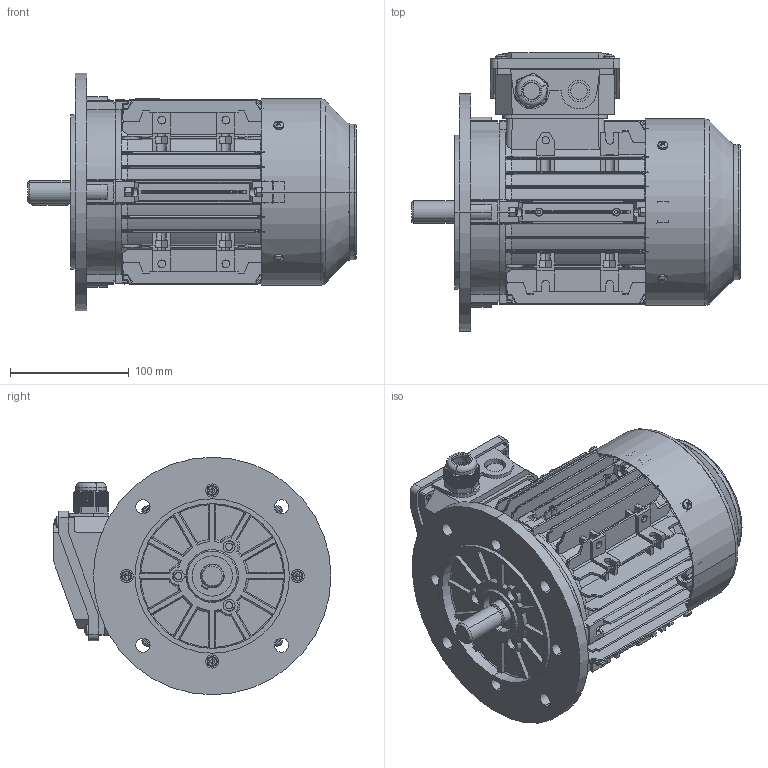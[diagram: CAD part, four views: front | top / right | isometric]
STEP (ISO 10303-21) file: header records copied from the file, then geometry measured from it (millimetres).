
FILE_DESCRIPTION (( 'STEP AP203' ), '1' );
FILE_NAME ('T80 B5蚾饜芞.STEP', '2015-04-25T05:43:44', ( 'USER' ), ( 'MS' ), 'SwSTEP 2.0', 'SolidWorks 2008', '' );
FILE_SCHEMA (( 'CONFIG_CONTROL_DESIGN' ));
Length unit declared in the file: millimetre
Products named in the file (15): TA80后端盖1_默认; T80-90斜接线盒座_默认; TA80转轴_默认; Cross recessed thread forming screws GB_GB_CROSS_SCREWS_TYPE138 M4X12-N; Hexagon socket head cap screws GB_GB_FASTENER_SCREWS_HSHCS M5X25-N; T80 B5蚾饜芞; T80机壳_默认; TA80 B5端盖1_默认; TA80风罩_默认; TA80-90斜接线盒盖_默认; 80-100出线螺套_默认; 风叶_默认; Cross recessed thread forming screws GB_GB_CROSS_SCREWS_TYPE138 M5X12-N; Hexagon nuts grade C GB_GB_FASTENER_NUT_SNC1 M5-N; Plain parallel keys_GB_CONNECTING_PIECE_KEYS_CSK 6X32
Assembly tree (34 placements, depth 2):
  T80 B5蚾饜芞
    TA80-90斜接线盒盖_默认
    Hexagon socket head cap screws GB_GB_FASTENER_SCREWS_HSHCS M5X25-N  x8
    Cross recessed thread forming screws GB_GB_CROSS_SCREWS_TYPE138 M5X12-N  x4
    TA80 B5端盖1_默认
    风叶_默认
    Cross recessed thread forming screws GB_GB_CROSS_SCREWS_TYPE138 M4X12-N  x4
    Hexagon nuts grade C GB_GB_FASTENER_NUT_SNC1 M5-N  x8
    TA80转轴_默认
    TA80风罩_默认
    Plain parallel keys_GB_CONNECTING_PIECE_KEYS_CSK 6X32
    T80-90斜接线盒座_默认
    80-100出线螺套_默认
    TA80后端盖1_默认
    T80机壳_默认
Bounding box: 277 x 234 x 200 mm (x, y, z)
Volume: 971354.9 mm3; surface area: 638158.8 mm2
Topology: 34 solids, 34 shells, 3655 faces, 9548 edges, 6031 vertices
Faces by surface type: plane 1959, cylinder 934, cone 293, bspline 226, torus 139, sphere 104
Entity records: 110125 total; most frequent: CARTESIAN_POINT 30686, ORIENTED_EDGE 16976, DIRECTION 15029, EDGE_CURVE 8488, VERTEX_POINT 5396, AXIS2_PLACEMENT_3D 5136, VECTOR 4757, LINE 4757
